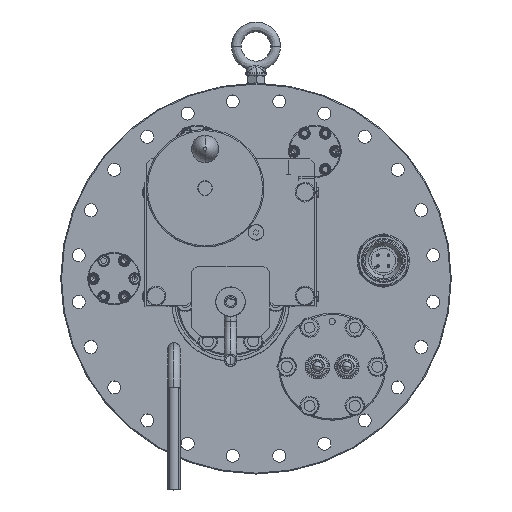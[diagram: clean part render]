
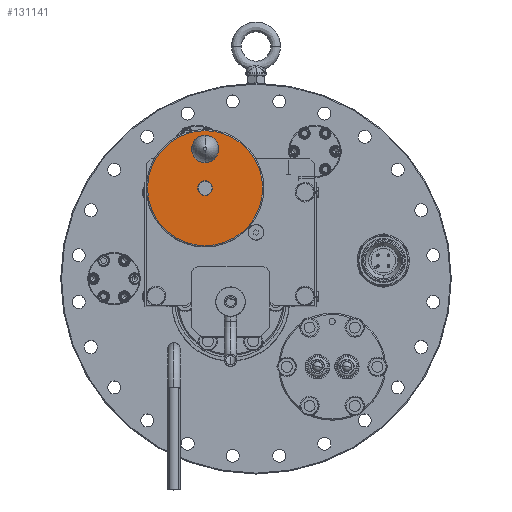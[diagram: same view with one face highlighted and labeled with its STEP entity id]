
A CAD part, top view. The second image highlights one B-rep face of the part: STEP entity #131141.
In plain terms, the highlighted planar face has unit normal (0, 0, 1).
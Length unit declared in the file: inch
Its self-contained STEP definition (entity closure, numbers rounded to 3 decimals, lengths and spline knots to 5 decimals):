
#246 = ORIENTED_EDGE ( 'NONE', *, *, #75196, .T. ) ;
#2055 = AXIS2_PLACEMENT_3D ( 'NONE', #117622, #51428, #128559 ) ;
#3392 = AXIS2_PLACEMENT_3D ( 'NONE', #109489, #43329, #120604 ) ;
#3449 = FACE_OUTER_BOUND ( 'NONE', #87786, .T. ) ;
#5527 = DIRECTION ( 'NONE',  ( 0., 0., -1. ) ) ;
#6226 = CIRCLE ( 'NONE', #122740, 1.46875 ) ;
#15289 = CARTESIAN_POINT ( 'NONE',  ( -3.34301, 7.76312, 23.60401 ) ) ;
#16583 = AXIS2_PLACEMENT_3D ( 'NONE', #71475, #5527, #82566 ) ;
#21797 = EDGE_CURVE ( 'NONE', #128624, #93938, #6226, .T. ) ;
#26377 = DIRECTION ( 'NONE',  ( -1., 0., 0. ) ) ;
#27112 = EDGE_CURVE ( 'NONE', #79953, #107146, #133763, .T. ) ;
#29057 = DIRECTION ( 'NONE',  ( 0., 0., 1. ) ) ;
#29656 = DIRECTION ( 'NONE',  ( 0., 0., 1. ) ) ;
#34469 = AXIS2_PLACEMENT_3D ( 'NONE', #15289, #92460, #26377 ) ;
#36208 = DIRECTION ( 'NONE',  ( 0., 0., 1. ) ) ;
#36550 = ORIENTED_EDGE ( 'NONE', *, *, #65591, .T. ) ;
#40309 = EDGE_CURVE ( 'NONE', #107146, #79953, #109120, .T. ) ;
#43329 = DIRECTION ( 'NONE',  ( 0., 0., -1. ) ) ;
#44914 = AXIS2_PLACEMENT_3D ( 'NONE', #95754, #29656, #106884 ) ;
#45678 = ORIENTED_EDGE ( 'NONE', *, *, #40309, .F. ) ;
#45802 = CIRCLE ( 'NONE', #2055, 1.46875 ) ;
#51428 = DIRECTION ( 'NONE',  ( 0., 0., 1. ) ) ;
#53908 = EDGE_CURVE ( 'NONE', #75106, #115304, #115565, .T. ) ;
#61129 = CARTESIAN_POINT ( 'NONE',  ( -3.53101, 7.76312, 23.60401 ) ) ;
#63922 = CARTESIAN_POINT ( 'NONE',  ( -3.34301, 8.51312, 23.60401 ) ) ;
#65591 = EDGE_CURVE ( 'NONE', #115304, #75106, #122561, .T. ) ;
#67495 = EDGE_LOOP ( 'NONE', ( #137570, #36550 ) ) ;
#71475 = CARTESIAN_POINT ( 'NONE',  ( -3.34301, 7.76312, 23.60401 ) ) ;
#72943 = CARTESIAN_POINT ( 'NONE',  ( -1.87426, 7.76312, 23.60401 ) ) ;
#75106 = VERTEX_POINT ( 'NONE', #61129 ) ;
#75196 = EDGE_CURVE ( 'NONE', #93938, #128624, #45802, .T. ) ;
#79953 = VERTEX_POINT ( 'NONE', #108857 ) ;
#82566 = DIRECTION ( 'NONE',  ( -1., 0., 0. ) ) ;
#82984 = ORIENTED_EDGE ( 'NONE', *, *, #21797, .T. ) ;
#87786 = EDGE_LOOP ( 'NONE', ( #82984, #246 ) ) ;
#91406 = FACE_BOUND ( 'NONE', #109374, .T. ) ;
#92460 = DIRECTION ( 'NONE',  ( 0., 0., -1. ) ) ;
#93938 = VERTEX_POINT ( 'NONE', #72943 ) ;
#94685 = CARTESIAN_POINT ( 'NONE',  ( -3.15501, 7.76312, 23.60401 ) ) ;
#95164 = CARTESIAN_POINT ( 'NONE',  ( -3.34301, 7.76312, 23.60401 ) ) ;
#95754 = CARTESIAN_POINT ( 'NONE',  ( -3.34301, 8.76312, 23.60401 ) ) ;
#102234 = CARTESIAN_POINT ( 'NONE',  ( -3.34301, 8.76312, 23.60401 ) ) ;
#106283 = DIRECTION ( 'NONE',  ( -1., 0., 0. ) ) ;
#106884 = DIRECTION ( 'NONE',  ( 1., 0., 0. ) ) ;
#107146 = VERTEX_POINT ( 'NONE', #63922 ) ;
#108857 = CARTESIAN_POINT ( 'NONE',  ( -3.34301, 9.01312, 23.60401 ) ) ;
#109120 = CIRCLE ( 'NONE', #112560, 0.25 ) ;
#109374 = EDGE_LOOP ( 'NONE', ( #113965, #45678 ) ) ;
#109489 = CARTESIAN_POINT ( 'NONE',  ( -3.34301, 7.76312, 23.60401 ) ) ;
#112560 = AXIS2_PLACEMENT_3D ( 'NONE', #102234, #36208, #113399 ) ;
#113399 = DIRECTION ( 'NONE',  ( 1., 0., 0. ) ) ;
#113965 = ORIENTED_EDGE ( 'NONE', *, *, #27112, .F. ) ;
#114220 = PLANE ( 'NONE',  #34469 ) ;
#115304 = VERTEX_POINT ( 'NONE', #94685 ) ;
#115565 = CIRCLE ( 'NONE', #16583, 0.188 ) ;
#117622 = CARTESIAN_POINT ( 'NONE',  ( -3.34301, 7.76312, 23.60401 ) ) ;
#120604 = DIRECTION ( 'NONE',  ( -1., 0., 0. ) ) ;
#120774 = FACE_BOUND ( 'NONE', #67495, .T. ) ;
#122561 = CIRCLE ( 'NONE', #3392, 0.188 ) ;
#122740 = AXIS2_PLACEMENT_3D ( 'NONE', #95164, #29057, #106283 ) ;
#124311 = CARTESIAN_POINT ( 'NONE',  ( -4.81176, 7.76312, 23.60401 ) ) ;
#128559 = DIRECTION ( 'NONE',  ( -1., 0., 0. ) ) ;
#128624 = VERTEX_POINT ( 'NONE', #124311 ) ;
#131141 = ADVANCED_FACE ( 'NONE', ( #120774, #3449, #91406 ), #114220, .F. ) ;
#133763 = CIRCLE ( 'NONE', #44914, 0.25 ) ;
#137570 = ORIENTED_EDGE ( 'NONE', *, *, #53908, .T. ) ;
